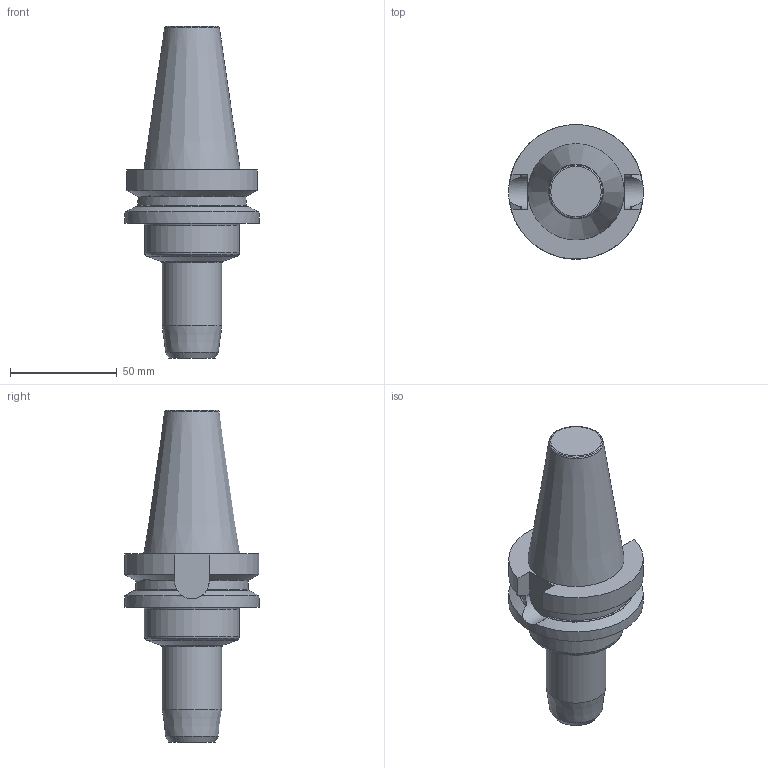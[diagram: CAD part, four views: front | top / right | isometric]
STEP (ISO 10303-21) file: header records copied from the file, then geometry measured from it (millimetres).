
FILE_DESCRIPTION(/* description */ (''),/* implementation_level */ '2;1');
FILE_NAME(/* name */ 'BT40ADB-HC08-090_Basic.stp',/* time_stamp */ '2022-04-07T10:33:57+05:00',/* author */ (''),/* organization */ (''),/* preprocessor_version */ 'ST-DEVELOPER v16.7',/* originating_system */ 'SIEMENS PLM Software NX 12.0',/* authorisation */ '');
FILE_SCHEMA (('AUTOMOTIVE_DESIGN { 1 0 10303 214 3 1 1 1 }'));
Length unit declared in the file: millimetre
Products named in the file (1): inpu43E4CC64y9i5
Bounding box: 63 x 62.92 x 155.4 mm (x, y, z)
Volume: 185228.8 mm3; surface area: 25283 mm2
Topology: 1 solids, 1 shells, 45 faces, 117 edges, 80 vertices
Faces by surface type: plane 15, torus 12, cylinder 10, cone 8
Full cylindrical faces by diameter (mm): 8 x1, 28 x1, 44.5 x1, 63 x1
Entity records: 1427 total; most frequent: CARTESIAN_POINT 377, DIRECTION 208, ORIENTED_EDGE 184, EDGE_CURVE 92, AXIS2_PLACEMENT_3D 89, VERTEX_POINT 69, EDGE_LOOP 65, ADVANCED_FACE 45
